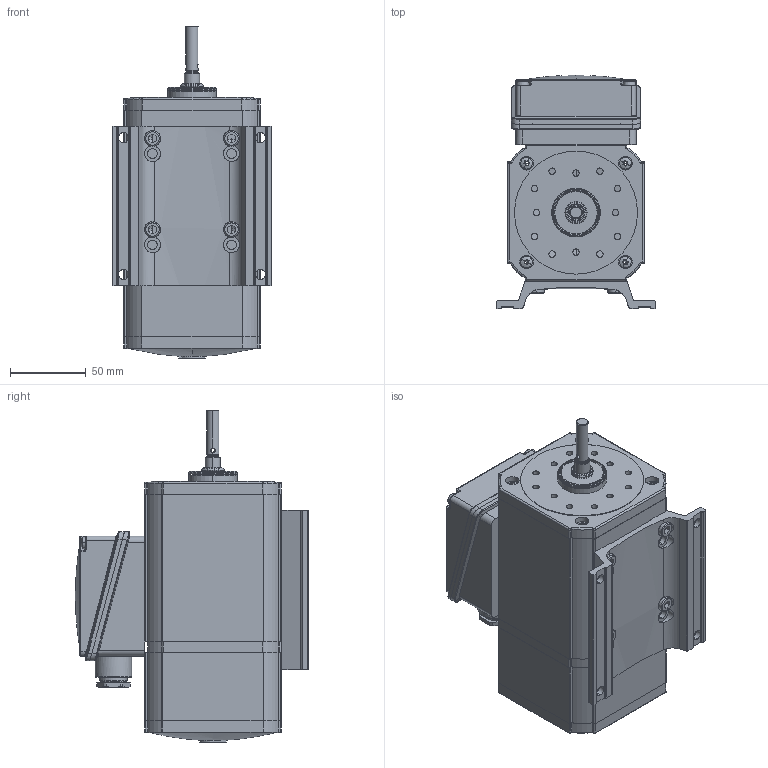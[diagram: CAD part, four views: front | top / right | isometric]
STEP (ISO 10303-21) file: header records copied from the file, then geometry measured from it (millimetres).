
FILE_DESCRIPTION (( 'STEP AP214' ), '1' );
FILE_NAME ('Motor IGK80-40B mit Fuss (MG90).STEP', '2015-03-02T11:36:37', ( '' ), ( '' ), 'SwSTEP 2.0', 'SolidWorks 2014', '' );
FILE_SCHEMA (( 'AUTOMOTIVE_DESIGN' ));
Length unit declared in the file: millimetre
Products named in the file (1): Motor IGK80-40B mit Fuss (MG90)
Bounding box: 105 x 153.5 x 218.5 mm (x, y, z)
Surface area: 135052.2 mm2 (no closed solid volume)
Topology: 0 solids, 36 shells, 976 faces, 3192 edges, 2176 vertices
Faces by surface type: plane 425, cylinder 334, torus 66, cone 56, sphere 53, bspline 42
Entity records: 48523 total; most frequent: CARTESIAN_POINT 10216, DIRECTION 6071, ORIENTED_EDGE 5127, EDGE_CURVE 3171, AXIS2_PLACEMENT_3D 2277, VERTEX_POINT 2176, LINE 1517, VECTOR 1517
